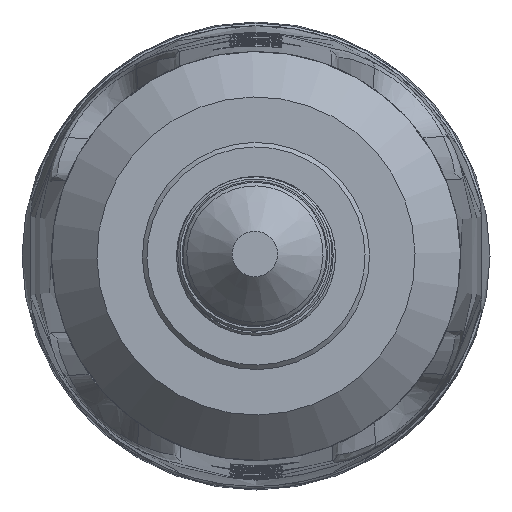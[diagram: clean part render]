
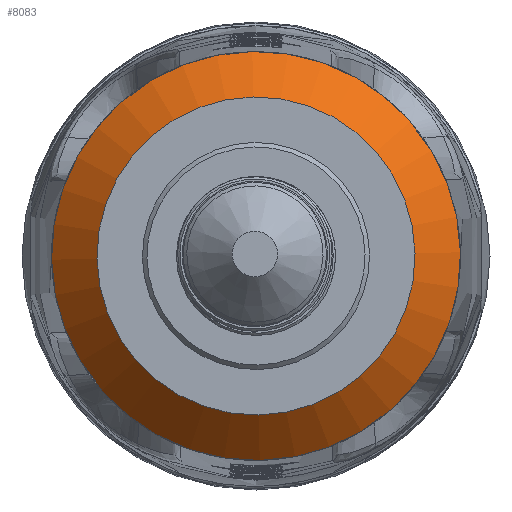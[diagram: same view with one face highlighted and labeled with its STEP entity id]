
A CAD part, front view. The second image highlights one B-rep face of the part: STEP entity #8083.
In plain terms, the highlighted conical face has half-angle 45 degrees and reference radius 4 mm.
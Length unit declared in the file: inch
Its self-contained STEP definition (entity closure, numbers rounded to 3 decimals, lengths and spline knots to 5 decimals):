
#8056=CARTESIAN_POINT('',(0.05441,0.5189,0.00389));
#8057=DIRECTION('',(0.,1.0,0.));
#8058=DIRECTION('',(-0.515,0.,0.857));
#8059=AXIS2_PLACEMENT_3D('',#8056,#8057,#8058);
#8060=CONICAL_SURFACE('',#8059,0.15748,45.);
#8061=CARTESIAN_POINT('',(0.12544,0.49922,-0.11419));
#8062=VERTEX_POINT('',#8061);
#8063=CARTESIAN_POINT('',(0.05441,0.49922,0.00389));
#8064=DIRECTION('',(0.,1.0,0.));
#8065=DIRECTION('',(-0.515,0.,0.857));
#8066=AXIS2_PLACEMENT_3D('',#8063,#8064,#8065);
#8067=CIRCLE('',#8066,0.1378);
#8068=EDGE_CURVE('',#8062,#8062,#8067,.T.);
#8069=ORIENTED_EDGE('',*,*,#8068,.T.);
#8070=EDGE_LOOP('',(#8069));
#8071=FACE_OUTER_BOUND('',#8070,.T.);
#8072=CARTESIAN_POINT('',(0.14573,0.53859,-0.14793));
#8073=VERTEX_POINT('',#8072);
#8074=CARTESIAN_POINT('',(0.05441,0.53859,0.00389));
#8075=DIRECTION('',(0.,-1.0,0.));
#8076=DIRECTION('',(-0.515,0.,0.857));
#8077=AXIS2_PLACEMENT_3D('',#8074,#8075,#8076);
#8078=CIRCLE('',#8077,0.17717);
#8079=EDGE_CURVE('',#8073,#8073,#8078,.T.);
#8080=ORIENTED_EDGE('',*,*,#8079,.T.);
#8081=EDGE_LOOP('',(#8080));
#8082=FACE_BOUND('',#8081,.T.);
#8083=ADVANCED_FACE('',(#8071,#8082),#8060,.T.);
